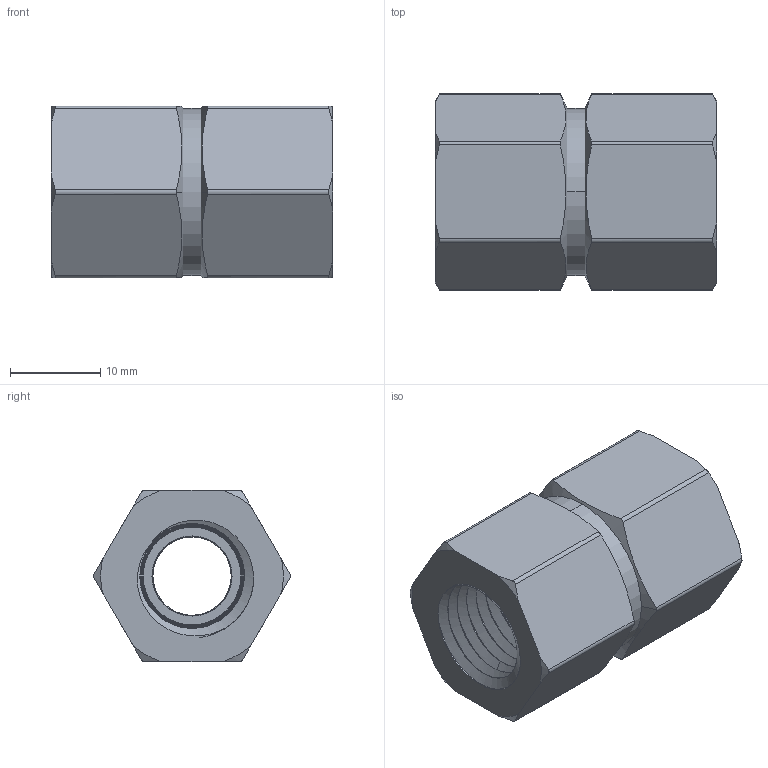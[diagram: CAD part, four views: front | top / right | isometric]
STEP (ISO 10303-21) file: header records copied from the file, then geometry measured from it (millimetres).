
FILE_DESCRIPTION((''),'2;1');
FILE_NAME('H-SSR_HEX_REDUCING_COUPLING','2025-07-08T08:25:45',('Administrator'),(''),'CREO PARAMETRIC BY PTC INC, 2020414','CREO PARAMETRIC BY PTC INC, 2020414','');
FILE_SCHEMA(('AUTOMOTIVE_DESIGN { 1 0 10303 214 1 1 1 1 }'));
Length unit declared in the file: millimetre
Products named in the file (1): H-SSR_HEX_REDUCING_COUPLING
Bounding box: 31.2 x 21.84 x 19.05 mm (x, y, z)
Volume: 6762.6 mm3; surface area: 4367 mm2
Topology: 1 solids, 1 shells, 116 faces, 332 edges, 225 vertices
Faces by surface type: cone 54, cylinder 23, bspline 21, plane 18
Entity records: 12211 total; most frequent: CARTESIAN_POINT 9408, ORIENTED_EDGE 656, DIRECTION 364, EDGE_CURVE 328, VERTEX_POINT 215, B_SPLINE_CURVE_WITH_KNOTS 189, AXIS2_PLACEMENT_3D 125, EDGE_LOOP 119
